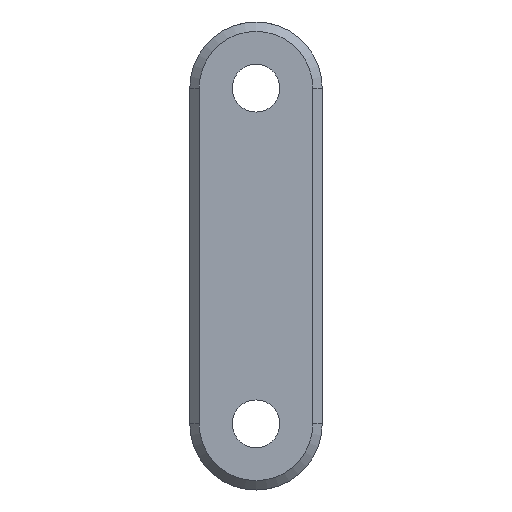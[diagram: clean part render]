
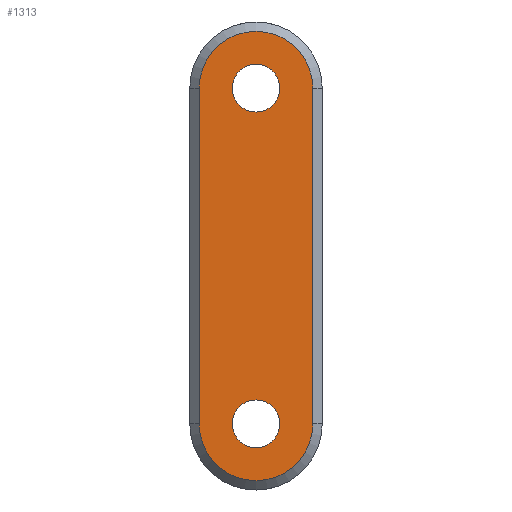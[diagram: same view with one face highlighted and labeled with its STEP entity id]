
A CAD part, left-side view. The second image highlights one B-rep face of the part: STEP entity #1313.
In plain terms, the highlighted planar face has unit normal (-1, 0, 0).
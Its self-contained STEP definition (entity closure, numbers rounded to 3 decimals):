
#53=FACE_BOUND('',#258,.T.);
#54=FACE_BOUND('',#259,.T.);
#91=PLANE('',#1442);
#161=FACE_OUTER_BOUND('',#257,.T.);
#257=EDGE_LOOP('',(#1051,#1052,#1053,#1054));
#258=EDGE_LOOP('',(#1055));
#259=EDGE_LOOP('',(#1056));
#367=LINE('',#2098,#483);
#372=LINE('',#2108,#488);
#483=VECTOR('',#1690,10.);
#488=VECTOR('',#1701,10.);
#554=CIRCLE('',#1384,2.55);
#556=CIRCLE('',#1388,2.55);
#573=CIRCLE('',#1438,6.072);
#574=CIRCLE('',#1441,6.072);
#608=VERTEX_POINT('',#1933);
#610=VERTEX_POINT('',#1941);
#647=VERTEX_POINT('',#2095);
#648=VERTEX_POINT('',#2097);
#649=VERTEX_POINT('',#2101);
#650=VERTEX_POINT('',#2106);
#710=EDGE_CURVE('',#608,#608,#554,.T.);
#714=EDGE_CURVE('',#610,#610,#556,.T.);
#783=EDGE_CURVE('',#647,#648,#367,.T.);
#786=EDGE_CURVE('',#649,#647,#573,.T.);
#789=EDGE_CURVE('',#650,#649,#372,.T.);
#790=EDGE_CURVE('',#648,#650,#574,.T.);
#1051=ORIENTED_EDGE('',*,*,#783,.F.);
#1052=ORIENTED_EDGE('',*,*,#786,.F.);
#1053=ORIENTED_EDGE('',*,*,#789,.F.);
#1054=ORIENTED_EDGE('',*,*,#790,.F.);
#1055=ORIENTED_EDGE('',*,*,#710,.T.);
#1056=ORIENTED_EDGE('',*,*,#714,.F.);
#1313=ADVANCED_FACE('',(#161,#53,#54),#91,.F.);
#1384=AXIS2_PLACEMENT_3D('',#1935,#1538,#1539);
#1388=AXIS2_PLACEMENT_3D('',#1943,#1548,#1549);
#1438=AXIS2_PLACEMENT_3D('',#2103,#1695,#1696);
#1441=AXIS2_PLACEMENT_3D('',#2110,#1704,#1705);
#1442=AXIS2_PLACEMENT_3D('',#2111,#1706,#1707);
#1538=DIRECTION('center_axis',(1.,0.,0.));
#1539=DIRECTION('ref_axis',(0.,1.,0.));
#1548=DIRECTION('center_axis',(-1.,0.,0.));
#1549=DIRECTION('ref_axis',(0.,1.,0.));
#1690=DIRECTION('',(0.,0.,1.));
#1695=DIRECTION('center_axis',(1.,0.,0.));
#1696=DIRECTION('ref_axis',(0.,1.,0.));
#1701=DIRECTION('',(0.,0.,-1.));
#1704=DIRECTION('center_axis',(1.,0.,0.));
#1705=DIRECTION('ref_axis',(0.,1.,0.));
#1706=DIRECTION('center_axis',(1.,0.,0.));
#1707=DIRECTION('ref_axis',(0.,-1.,0.));
#1933=CARTESIAN_POINT('',(43.004,-34.464,-5.092));
#1935=CARTESIAN_POINT('Origin',(43.004,-31.914,-5.092));
#1941=CARTESIAN_POINT('',(43.004,-34.464,-40.948));
#1943=CARTESIAN_POINT('Origin',(43.004,-31.914,-40.948));
#2095=CARTESIAN_POINT('',(43.004,-25.842,-40.948));
#2097=CARTESIAN_POINT('',(43.004,-25.842,-5.092));
#2098=CARTESIAN_POINT('',(43.004,-25.842,-8.628));
#2101=CARTESIAN_POINT('',(43.004,-37.986,-40.948));
#2103=CARTESIAN_POINT('Origin',(43.004,-31.914,-40.948));
#2106=CARTESIAN_POINT('',(43.004,-37.986,-5.092));
#2108=CARTESIAN_POINT('',(43.004,-37.986,-5.092));
#2110=CARTESIAN_POINT('Origin',(43.004,-31.914,-5.092));
#2111=CARTESIAN_POINT('Origin',(43.004,-31.914,-5.092));
